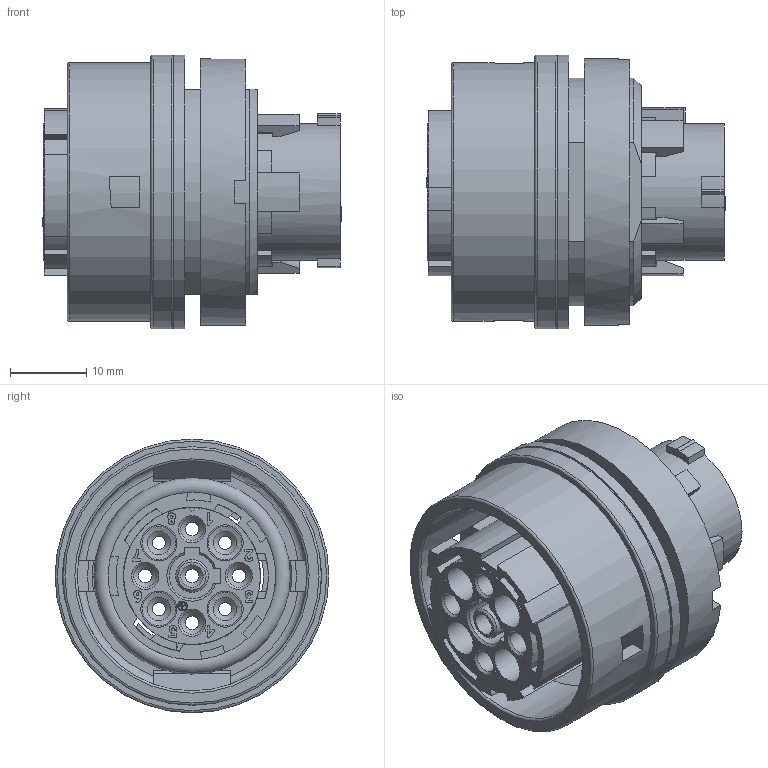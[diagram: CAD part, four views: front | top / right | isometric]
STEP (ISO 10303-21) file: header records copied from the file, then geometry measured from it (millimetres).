
FILE_DESCRIPTION(/* description */ (''),/* implementation_level */ '2;1');
FILE_NAME(/* name */ 'C016_10N008_006_1.stp',/* time_stamp */ '2013-11-21T10:35:16+01:00',/* author */ (''),/* organization */ (''),/* preprocessor_version */ 'ST-DEVELOPER v11',/* originating_system */ 'SIEMENS PLM Software NX 7.5',/* authorisation */ '');
FILE_SCHEMA (('CONFIG_CONTROL_DESIGN'));
Length unit declared in the file: millimetre
Products named in the file (8): C016 E09 041 E1_04; C016 E08 041 E1_04; C016 G23 041 E1_11; N 04 350 0001 1_01; N 06 030 0002_01; ORG 21,0x2,4_01; C016 E01 000 G1_01; C016 10N008 006 1_01
Assembly tree (7 placements, depth 3):
  C016 10N008 006 1_01
    C016 E01 000 G1_01
      C016 E08 041 E1_04
      C016 E09 041 E1_04
    ORG 21,0x2,4_01
    N 06 030 0002_01
    N 04 350 0001 1_01
    C016 G23 041 E1_11
Bounding box: 39.25 x 36 x 36 mm (x, y, z)
Volume: 17372.4 mm3; surface area: 21989.7 mm2
Topology: 6 solids, 6 shells, 673 faces, 1693 edges, 1098 vertices
Faces by surface type: plane 403, cylinder 169, cone 48, bspline 42, torus 11
Full cylindrical faces by diameter (mm): 1.05 x1, 1.3 x1, 1.575 x1, 1.75 x9, 1.95 x1, 2.6 x9, 2.7 x5, 3 x9, 3.2 x14, 4 x9, 4.2 x5, 4.3 x6, 4.75 x4, 18 x2, 22 x1, 28.16 x1, 30.2 x1, 34 x1, 35 x1, 36 x2
Entity records: 20891 total; most frequent: CARTESIAN_POINT 4340, DIRECTION 3204, ORIENTED_EDGE 3106, EDGE_CURVE 1553, AXIS2_PLACEMENT_3D 1125, VERTEX_POINT 1093, LINE 954, VECTOR 954
